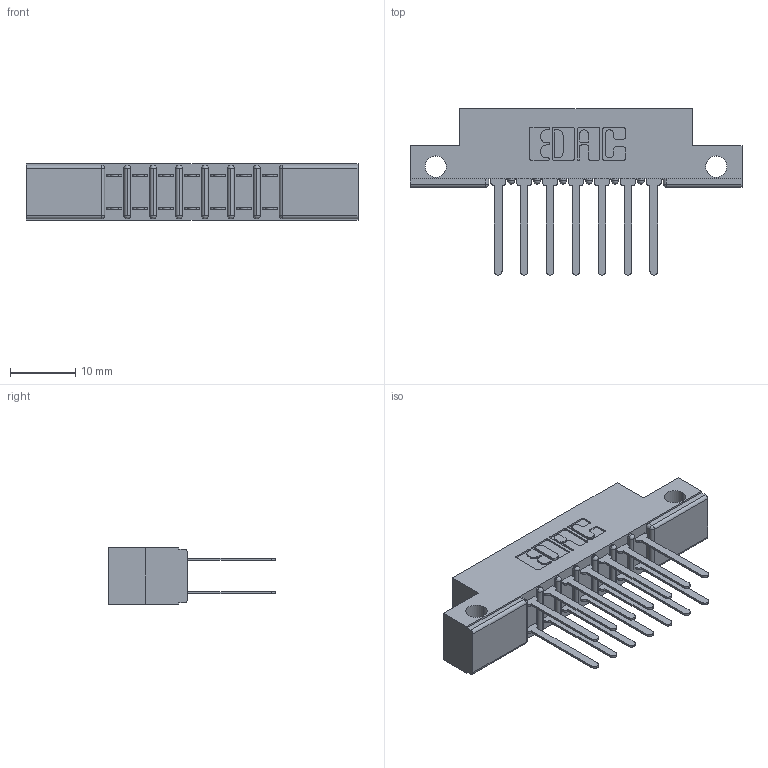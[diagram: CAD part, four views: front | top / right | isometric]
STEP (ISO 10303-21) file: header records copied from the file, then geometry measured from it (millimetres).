
FILE_DESCRIPTION (( 'STEP AP203' ), '1' );
FILE_NAME ('307-014-442-212.STEP', '2020-09-28T16:01:40', ( '' ), ( '' ), 'SwSTEP 2.0', 'SolidWorks 2020', '' );
FILE_SCHEMA (( 'CONFIG_CONTROL_DESIGN' ));
Length unit declared in the file: inch
Products named in the file (3): 307 Part_.128 Dia Side Mounting Holes; 307-290-001_542; 307-014-442-212
Assembly tree (15 placements, depth 2):
  307-014-442-212
    307 Part_.128 Dia Side Mounting Holes
    307-290-001_542  x14
Bounding box: 50.75 x 25.43 x 8.71 mm (x, y, z)
Volume: 3298.8 mm3; surface area: 5203.8 mm2
Topology: 15 solids, 15 shells, 770 faces, 2143 edges, 1386 vertices
Faces by surface type: plane 504, cylinder 250, sphere 16
Entity records: 10510 total; most frequent: CARTESIAN_POINT 1727, DIRECTION 1707, ORIENTED_EDGE 1706, EDGE_CURVE 853, VECTOR 639, LINE 639, VERTEX_POINT 554, AXIS2_PLACEMENT_3D 534
